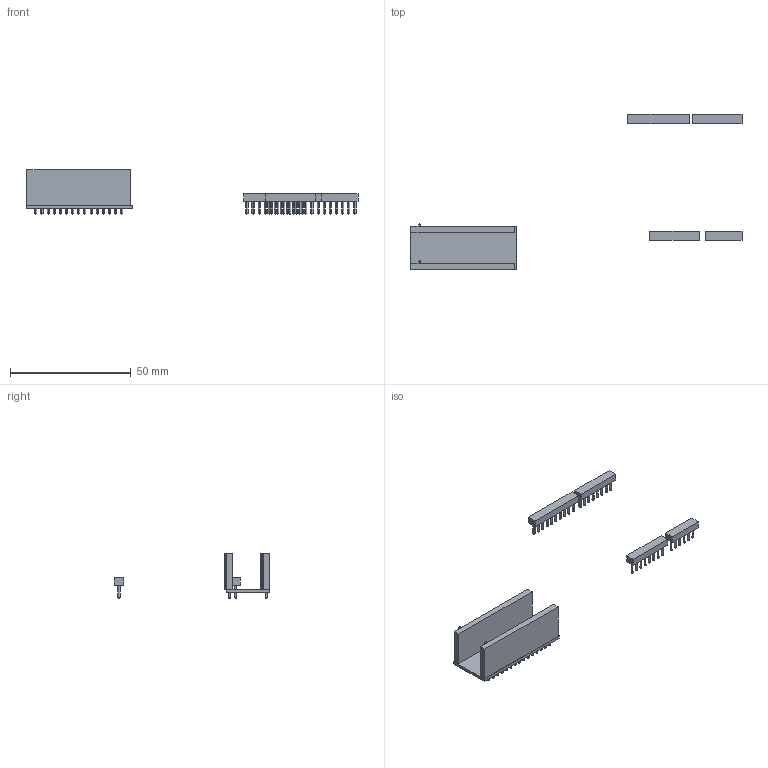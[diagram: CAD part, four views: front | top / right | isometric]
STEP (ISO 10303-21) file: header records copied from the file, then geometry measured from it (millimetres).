
FILE_DESCRIPTION(('PCB Model'),'2;1');
FILE_NAME('Soldering Station.STEP', '2019-10-29T10:34:39',('Dmytro'),('Unspecified'), 'Open CASCADE STEP processor 6.8','Proteus','Unknown');
FILE_SCHEMA(('CONFIG_CONTROL_DESIGN','SHAPE_APPEARANCE_LAYER_MIM'));
Length unit declared in the file: millimetre
Products named in the file (55): Open CASCADE STEP translator 6.8 2; Layer_1; J3; Open CASCADE STEP translator 6.8 2.2.1; Body_1; Pin_1; Pin_2; Pin_3; Pin_4; Pin_5; Pin_6; J4; Open CASCADE STEP translator 6.8 2.3.1; Pin_7; Pin_8; J1; J2; Open CASCADE STEP translator 6.8 2.5.1; Pin_9; Pin_10; Open CASCADE STEP translator 6.8 2.6; Open CASCADE STEP translator 6.8 2.6.1; Pin_11; Pin_12; Pin_13; Pin_14; Pin_15; Open CASCADE STEP translator 6.8 2.7
Assembly tree (56 placements, depth 4):
  Open CASCADE STEP translator 6.8 2
    Layer_1
    J3
      Open CASCADE STEP translator 6.8 2.2.1
        Body_1
        Pin_1
        Pin_2
        Pin_3
        Pin_4
        Pin_5
        Pin_6
    J4
      Open CASCADE STEP translator 6.8 2.3.1
        Body_1
        Pin_1
        Pin_2
        Pin_3
        Pin_4
        Pin_5
        Pin_6
        Pin_7
        Pin_8
    J1
      Open CASCADE STEP translator 6.8 2.3.1
        Body_1
        Pin_1
        Pin_2
        Pin_3
        Pin_4
        Pin_5
        Pin_6
        Pin_7
        Pin_8
    J2
      Open CASCADE STEP translator 6.8 2.5.1
        Body_1
        Pin_1
        Pin_2
        Pin_3
        Pin_4
        Pin_5
        Pin_6
        Pin_7
        Pin_8
        Pin_9
        Pin_10
    Open CASCADE STEP translator 6.8 2.6
      Open CASCADE STEP translator 6.8 2.6.1
        Body_1
        Pin_1
        Pin_2
        Pin_3
        Pin_4
        Pin_5
        Pin_6
        Pin_7
        Pin_8
        Pin_9
        Pin_10
        Pin_11
Bounding box: 137.43 x 64.17 x 18.45 mm (x, y, z)
Volume: 5507.9 mm3; surface area: 7827.7 mm2
Topology: 71 solids, 71 shells, 510 faces, 1228 edges, 612 vertices
Faces by surface type: sphere 248, cylinder 184, plane 78
Entity records: 12138 total; most frequent: CARTESIAN_POINT 2040, DIRECTION 1683, ORIENTED_EDGE 1356, AXIS2_PLACEMENT_3D 753, EDGE_CURVE 678, VERTEX_POINT 426, FACE_BOUND 402, EDGE_LOOP 402
